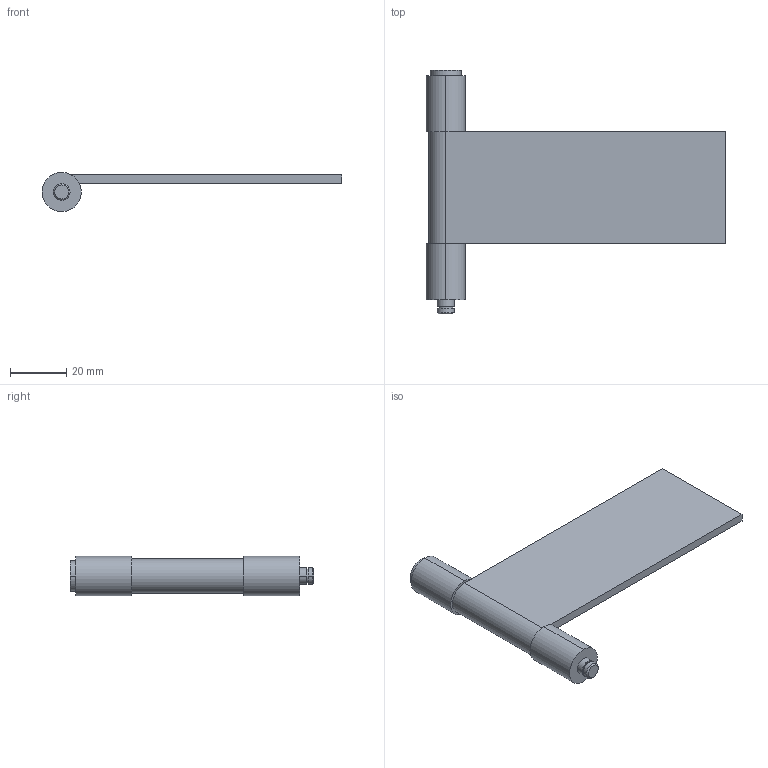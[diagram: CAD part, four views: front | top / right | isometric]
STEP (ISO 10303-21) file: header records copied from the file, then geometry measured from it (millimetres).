
FILE_DESCRIPTION (( 'STEP AP203' ), '1' );
FILE_NAME ('B-1527-B-2.STEP', '2008-11-25T00:44:19', ( ' ' ), ( ' ' ), 'SwSTEP 2.0', 'SolidWorks 2007', '' );
FILE_SCHEMA (( 'CONFIG_CONTROL_DESIGN' ));
Length unit declared in the file: millimetre
Products named in the file (4): B-1527-B-2; B-1527-B-2僔儍僼僩_棉太倌; B-1527-B-2僸儞僕B_棉太倌; B-1527-B-2僸儞僕A_棉太倌
Assembly tree (4 placements, depth 2):
  B-1527-B-2
    B-1527-B-2僸儞僕B_棉太倌
    B-1527-B-2僔儍僼僩_棉太倌
    B-1527-B-2僸儞僕A_棉太倌  x2
Bounding box: 107 x 87 x 14 mm (x, y, z)
Volume: 22710.1 mm3; surface area: 15585.2 mm2
Topology: 4 solids, 4 shells, 35 faces, 70 edges, 46 vertices
Faces by surface type: cylinder 19, plane 14, cone 2
Entity records: 1222 total; most frequent: DIRECTION 162, CARTESIAN_POINT 132, ORIENTED_EDGE 116, AXIS2_PLACEMENT_3D 68, EDGE_CURVE 58, VERTEX_POINT 38, PERSON_AND_ORGANIZATION 36, EDGE_LOOP 36
